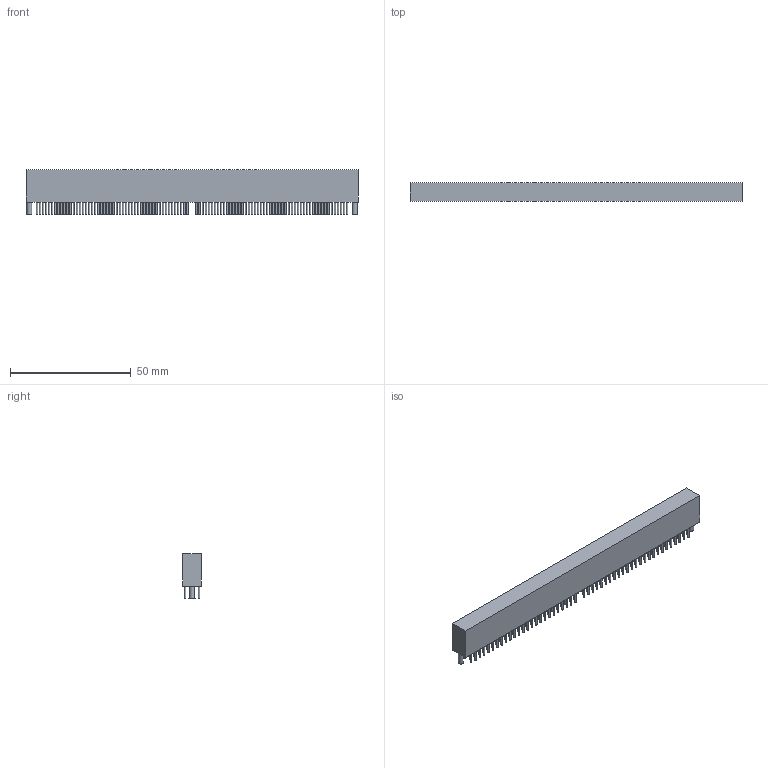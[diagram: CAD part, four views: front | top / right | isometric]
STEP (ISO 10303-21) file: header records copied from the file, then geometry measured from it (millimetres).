
FILE_DESCRIPTION(('FreeCAD Model'),'2;1');
FILE_NAME('16061981.1.6.stp','2022-04-07T07:18:04',( 'Author'),(''),'Open CASCADE STEP processor 6.9','FreeCAD','Unknown' );
FILE_SCHEMA(('AUTOMOTIVE_DESIGN { 1 0 10303 214 1 1 1 1 }'));
Length unit declared in the file: millimetre
Products named in the file (3): ASSEMBLY; Body; Leads
Assembly tree (2 placements, depth 2):
  ASSEMBLY
    Body
    Leads
Bounding box: 137.3 x 7.7 x 18.55 mm (x, y, z)
Volume: 14543.2 mm3; surface area: 8131.8 mm2
Topology: 203 solids, 203 shells, 612 faces, 618 edges, 412 vertices
Faces by surface type: plane 410, cylinder 202
Full cylindrical faces by diameter (mm): 0.6 x200, 2.1 x2
Entity records: 20773 total; most frequent: DIRECTION 3488, CARTESIAN_POINT 2881, ORIENTED_EDGE 1236, PCURVE 1236, DEFINITIONAL_REPRESENTATION 1236, LINE 1046, VECTOR 1046, AXIS2_PLACEMENT_3D 1019
